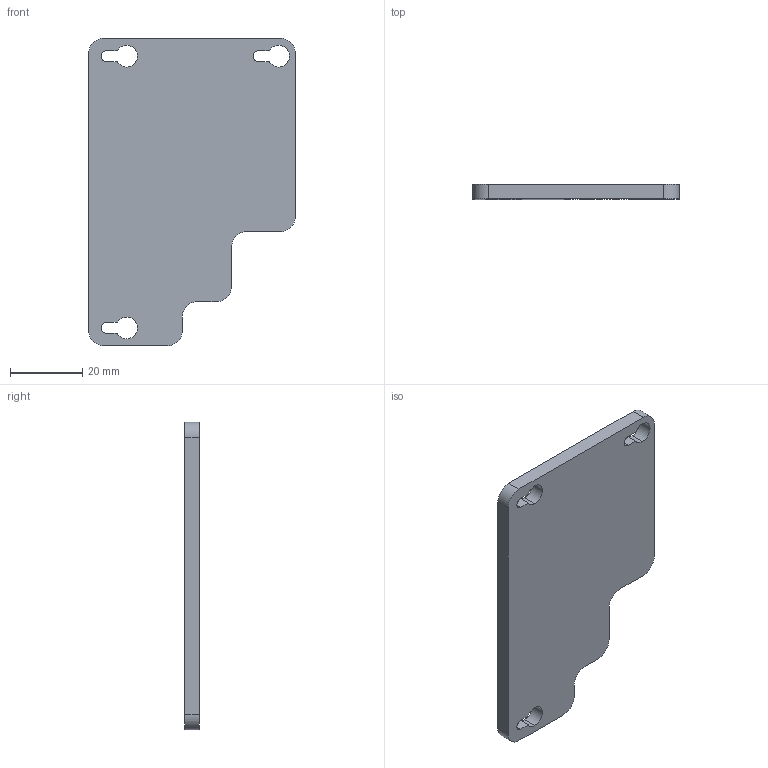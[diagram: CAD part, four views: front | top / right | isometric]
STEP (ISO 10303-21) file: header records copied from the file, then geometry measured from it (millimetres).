
FILE_DESCRIPTION (( 'STEP AP214' ), '1' );
FILE_NAME ('1526-A.STEP', '2015-03-23T11:16:52', ( '' ), ( '' ), 'SwSTEP 2.0', 'SolidWorks 2014', '' );
FILE_SCHEMA (( 'AUTOMOTIVE_DESIGN' ));
Length unit declared in the file: millimetre
Products named in the file (1): 1526-A
Bounding box: 57 x 4 x 85 mm (x, y, z)
Volume: 15958.7 mm3; surface area: 9372 mm2
Topology: 1 solids, 1 shells, 43 faces, 123 edges, 82 vertices
Faces by surface type: bspline 26, plane 17
Entity records: 1579 total; most frequent: CARTESIAN_POINT 587, ORIENTED_EDGE 246, EDGE_CURVE 123, DIRECTION 107, VERTEX_POINT 82, LINE 71, VECTOR 71, B_SPLINE_CURVE_WITH_KNOTS 52
